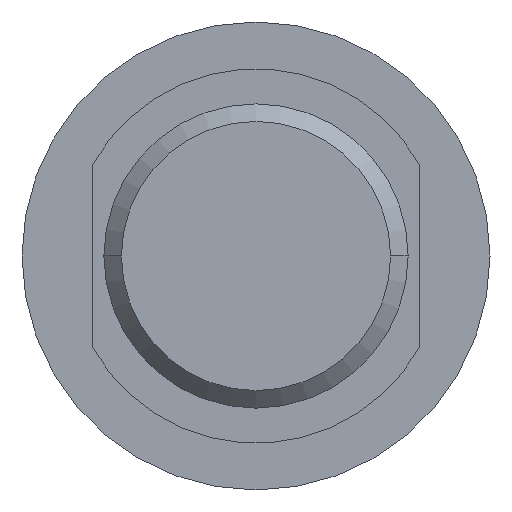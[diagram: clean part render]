
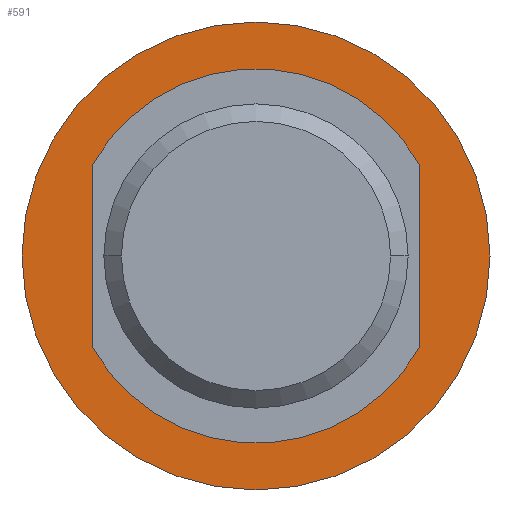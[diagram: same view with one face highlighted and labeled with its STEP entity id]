
A CAD part, left-side view. The second image highlights one B-rep face of the part: STEP entity #591.
In plain terms, the highlighted free-form (B-spline) face has degree [1, 1] with [2, 2] control points.
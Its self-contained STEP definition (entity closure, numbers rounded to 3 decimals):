
#132=CARTESIAN_POINT('',(75.2,20.0,0.0));
#133=VERTEX_POINT('',#132);
#142=CARTESIAN_POINT('',(75.2,-20.,0.));
#143=VERTEX_POINT('',#142);
#144=CARTESIAN_POINT('',(75.2,0.0,0.0));
#145=DIRECTION('',(1.0,0.0,0.0));
#146=DIRECTION('',(0.0,1.0,0.0));
#147=AXIS2_PLACEMENT_3D('',#144,#145,#146);
#148=CIRCLE('',#147,20.);
#149=EDGE_CURVE('',#133,#143,#148,.T.);
#290=CARTESIAN_POINT('',(75.2,12.5,0.));
#291=VERTEX_POINT('',#290);
#307=CARTESIAN_POINT('',(75.2,-12.5,0.));
#308=VERTEX_POINT('',#307);
#315=CARTESIAN_POINT('',(75.2,0.0,0.0));
#316=DIRECTION('',(1.0,0.0,0.0));
#317=DIRECTION('',(0.0,1.0,0.0));
#318=AXIS2_PLACEMENT_3D('',#315,#316,#317);
#319=CIRCLE('',#318,12.5);
#320=EDGE_CURVE('',#291,#308,#319,.T.);
#331=CARTESIAN_POINT('',(75.2,0.0,0.0));
#332=DIRECTION('',(1.0,0.0,0.0));
#333=DIRECTION('',(0.0,1.0,0.0));
#334=AXIS2_PLACEMENT_3D('',#331,#332,#333);
#335=CIRCLE('',#334,12.5);
#336=EDGE_CURVE('',#308,#291,#335,.T.);
#572=CARTESIAN_POINT('',(75.2,20.,-20.));
#573=CARTESIAN_POINT('',(75.2,20.,20.));
#574=CARTESIAN_POINT('',(75.2,-20.,-20.));
#575=CARTESIAN_POINT('',(75.2,-20.,20.));
#576=B_SPLINE_SURFACE_WITH_KNOTS('',1,1,((#572,#574),(#573,#575)),.UNSPECIFIED.,.F.,.F.,.U.,(2,2),(2,2),(0.0,40.),(0.0,40.),.UNSPECIFIED.);
#577=ORIENTED_EDGE('',*,*,#149,.F.);
#578=CARTESIAN_POINT('',(75.2,0.0,0.0));
#579=DIRECTION('',(1.0,0.0,0.0));
#580=DIRECTION('',(0.0,1.0,0.0));
#581=AXIS2_PLACEMENT_3D('',#578,#579,#580);
#582=CIRCLE('',#581,20.);
#583=EDGE_CURVE('',#143,#133,#582,.T.);
#584=ORIENTED_EDGE('',*,*,#583,.F.);
#585=EDGE_LOOP('',(#577,#584));
#586=FACE_OUTER_BOUND('',#585,.T.);
#587=ORIENTED_EDGE('',*,*,#336,.T.);
#588=ORIENTED_EDGE('',*,*,#320,.T.);
#589=EDGE_LOOP('',(#587,#588));
#590=FACE_BOUND('',#589,.T.);
#591=ADVANCED_FACE('',(#586,#590),#576,.F.);
